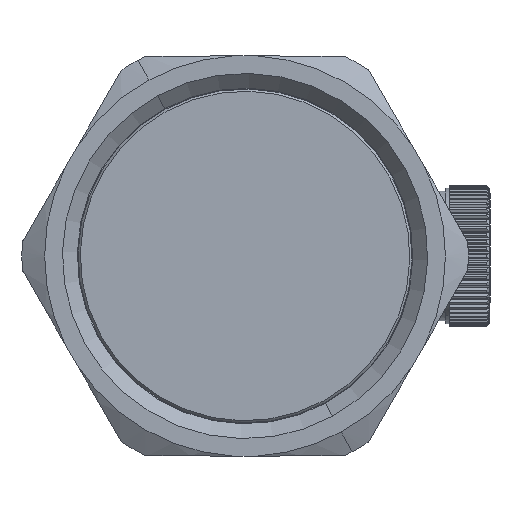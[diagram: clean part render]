
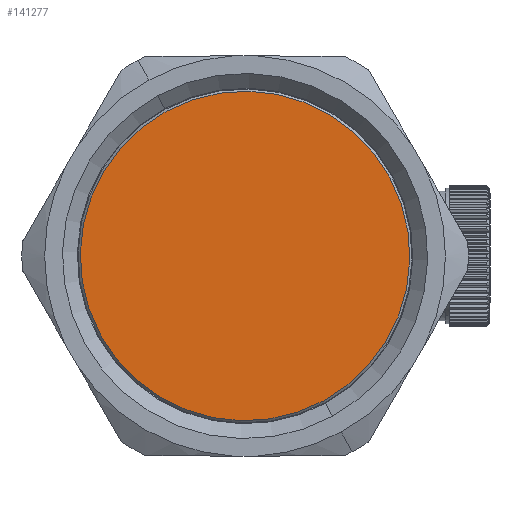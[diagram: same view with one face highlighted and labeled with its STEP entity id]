
A CAD part, left-side view. The second image highlights one B-rep face of the part: STEP entity #141277.
In plain terms, the highlighted planar face has unit normal (-1, 0, 0).
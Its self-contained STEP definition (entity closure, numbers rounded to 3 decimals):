
#138081=CARTESIAN_POINT('Vertex',(66.576,-19.482,10.643)) ;
#138084=CARTESIAN_POINT('Axis2P3D Location',(66.576,0.,0.)) ;
#138088=CARTESIAN_POINT('Vertex',(66.576,19.482,-10.643)) ;
#138644=CARTESIAN_POINT('Axis2P3D Location',(66.576,0.,0.)) ;
#141268=CARTESIAN_POINT('Axis2P3D Location',(66.576,-16.916,0.)) ;
#138085=DIRECTION('Axis2P3D Direction',(1.,0.,0.)) ;
#138645=DIRECTION('Axis2P3D Direction',(1.,0.,0.)) ;
#141269=DIRECTION('Axis2P3D Direction',(-1.,0.,0.)) ;
#141270=DIRECTION('Axis2P3D XDirection',(0.,0.,1.)) ;
#138086=AXIS2_PLACEMENT_3D('Circle Axis2P3D',#138084,#138085,$) ;
#138646=AXIS2_PLACEMENT_3D('Circle Axis2P3D',#138644,#138645,$) ;
#141271=AXIS2_PLACEMENT_3D('Plane Axis2P3D',#141268,#141269,#141270) ;
#138087=CIRCLE('generated circle',#138086,22.2) ;
#138647=CIRCLE('generated circle',#138646,22.2) ;
#141272=PLANE('',#141271) ;
#138090=EDGE_CURVE('',#138089,#138082,#138087,.F.) ;
#138648=EDGE_CURVE('',#138082,#138089,#138647,.F.) ;
#141274=ORIENTED_EDGE('',*,*,#138648,.T.) ;
#141275=ORIENTED_EDGE('',*,*,#138090,.T.) ;
#141273=EDGE_LOOP('',(#141274,#141275)) ;
#138082=VERTEX_POINT('',#138081) ;
#138089=VERTEX_POINT('',#138088) ;
#141277=ADVANCED_FACE('PartBody',(#141276),#141272,.T.) ;
#141276=FACE_OUTER_BOUND('',#141273,.T.) ;
